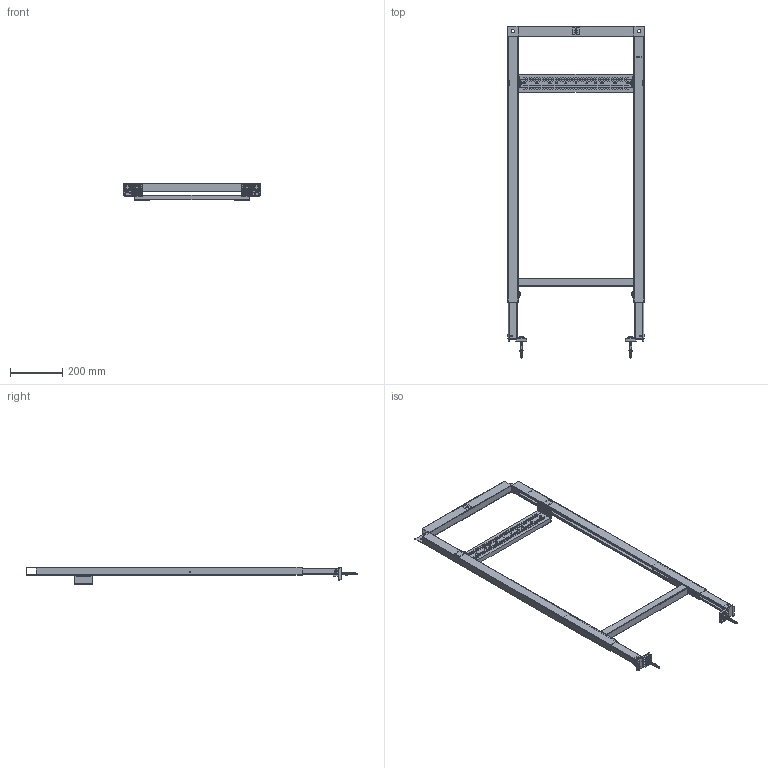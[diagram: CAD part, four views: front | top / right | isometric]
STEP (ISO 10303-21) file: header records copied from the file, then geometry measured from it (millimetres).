
FILE_DESCRIPTION((''),'2;1');
FILE_NAME('90_681_00_T000_ASM','2020-11-12T08:58:30',('bmuecke'),(''),'CREO PARAMETRIC BY PTC INC, 2020044','CREO PARAMETRIC BY PTC INC, 2020044','');
FILE_SCHEMA(('CONFIG_CONTROL_DESIGN','SHAPE_APPEARANCE_LAYERS_GROUPS'));
Products named in the file (33): C-PROFIL_40X30X12X1_5-WKST_AF0; C-PROFIL_40X30X12X1_5-WKST_AF1; KASTENPROFIL-40X30X1_5_AF0; EF_994_29_0000-ECKVERSTEIFUNG; WINKELPROFIL-30X30X1_5_AF0; C-PROFIL-35X25X10X1_5_AF0; PE_991_44_0000-SFP-RECHTS; 991_36-KLEMMSTUECK-FFH; EN_202_55_0000-BUNDMUTTER; DRUCKFEDER-DIN2098-1_4X11_2X19_AF1; PB_087_67_0000-KLEMMSTUECK_ASM; EN_823_99_1000-PT-S_5X16; EF_991_57_0003-S-FUSZ-R-400_ASM; C-PROFIL-35X25X10X1_5_AF1; PE_991_45_0000-SFP-LINKS; EF_991_57_0004-S-FUSZ-L-400_ASM; EN_980_56_0000-U-SCHEIBE_8_4X24; EN_990_47_0000-SK-SCHR-M8X20; EG_991_57_0000-LEER-1120-WKST_ASM; EX_993_66_0000-WT-PLATTE; EF_993_68_0000-TRAEGERBLECH; SCHNELLBAUSCHRAUBE-LINSE-3_9X20; EB_993_93_0000-A-PLATTE_ASM; PE_994_95_0000-VERDREHSICHERUNG; PE_996_56_0000-KLEMMSTUECK; EN_985_80_0000-SCHIEBEMUTTER; PB_083_78_0000-KLEMMSTUECK_ASM; EB_991_16_0001-DUEBEL; EB_991_16_0002-SCHRAUBE; EB_991_16_0003-SCHEIBE; EB_991_16_0000-B-SET-VW_AF0_ASM; EM_032_85_0000-MKZ; 90_681_00_T000_ASM
Assembly tree (50 placements, depth 5):
  90_681_00_T000_ASM
    EG_991_57_0000-LEER-1120-WKST_ASM
      C-PROFIL_40X30X12X1_5-WKST_AF0
      C-PROFIL_40X30X12X1_5-WKST_AF1
      KASTENPROFIL-40X30X1_5_AF0
      EF_994_29_0000-ECKVERSTEIFUNG  x2
      WINKELPROFIL-30X30X1_5_AF0
      EF_991_57_0003-S-FUSZ-R-400_ASM
        C-PROFIL-35X25X10X1_5_AF0
        PE_991_44_0000-SFP-RECHTS
        PB_087_67_0000-KLEMMSTUECK_ASM
          991_36-KLEMMSTUECK-FFH  x2
          EN_202_55_0000-BUNDMUTTER  x2
          DRUCKFEDER-DIN2098-1_4X11_2X19_AF1
        EN_823_99_1000-PT-S_5X16
      EF_991_57_0004-S-FUSZ-L-400_ASM
        C-PROFIL-35X25X10X1_5_AF1
        PE_991_45_0000-SFP-LINKS
        PB_087_67_0000-KLEMMSTUECK_ASM
          991_36-KLEMMSTUECK-FFH  x2
          EN_202_55_0000-BUNDMUTTER  x2
          DRUCKFEDER-DIN2098-1_4X11_2X19_AF1
        EN_823_99_1000-PT-S_5X16
      EN_980_56_0000-U-SCHEIBE_8_4X24  x2
      EN_990_47_0000-SK-SCHR-M8X20  x2
    EB_993_93_0000-A-PLATTE_ASM
      EX_993_66_0000-WT-PLATTE
      EF_993_68_0000-TRAEGERBLECH  x2
      SCHNELLBAUSCHRAUBE-LINSE-3_9X20  x4
    PE_994_95_0000-VERDREHSICHERUNG  x2
    PB_083_78_0000-KLEMMSTUECK_ASM  x2
      PE_996_56_0000-KLEMMSTUECK
      EN_985_80_0000-SCHIEBEMUTTER
      EN_990_47_0000-SK-SCHR-M8X20
      EN_980_56_0000-U-SCHEIBE_8_4X24
    EB_991_16_0000-B-SET-VW_AF0_ASM
      EB_991_16_0001-DUEBEL  x2
      EB_991_16_0002-SCHRAUBE  x2
      EB_991_16_0003-SCHEIBE  x2
    EM_032_85_0000-MKZ
Bounding box: 526.18 x 1275 x 68.58 mm (x, y, z)
Volume: 1352902.9 mm3; surface area: 1081120.8 mm2
Topology: 50 solids, 62 shells, 6252 faces, 16108 edges, 10050 vertices
Faces by surface type: plane 3312, cylinder 1362, bspline 681, torus 347, sphere 346, cone 204
Entity records: 179641 total; most frequent: CARTESIAN_POINT 53929, ORIENTED_EDGE 22734, DIRECTION 20260, EDGE_CURVE 11391, VECTOR 8772, LINE 8772, VERTEX_POINT 7268, AXIS2_PLACEMENT_3D 5744
